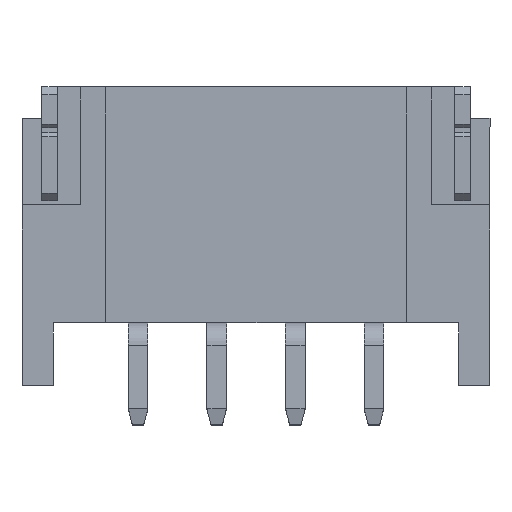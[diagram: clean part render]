
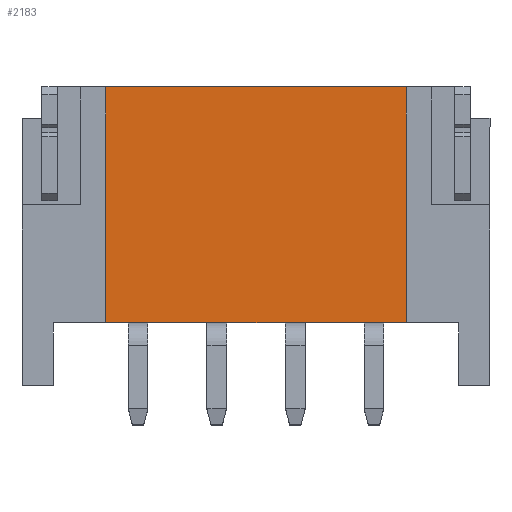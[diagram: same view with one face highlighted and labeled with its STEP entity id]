
A CAD part, front view. The second image highlights one B-rep face of the part: STEP entity #2183.
In plain terms, the highlighted planar face has unit normal (0, -1, 0).
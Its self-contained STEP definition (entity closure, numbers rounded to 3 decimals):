
#141 = LINE ( 'NONE', #2242, #3183 ) ;
#676 = ORIENTED_EDGE ( 'NONE', *, *, #5534, .F. ) ;
#1089 = VERTEX_POINT ( 'NONE', #6046 ) ;
#1125 = DIRECTION ( 'NONE',  ( -1., 0., 0. ) ) ;
#1129 = VERTEX_POINT ( 'NONE', #3079 ) ;
#1227 = LINE ( 'NONE', #5847, #3344 ) ;
#1301 = EDGE_CURVE ( 'NONE', #1089, #1129, #1227, .T. ) ;
#1532 = VERTEX_POINT ( 'NONE', #5703 ) ;
#1635 = CARTESIAN_POINT ( 'NONE',  ( 5.825, 0.09, -6. ) ) ;
#2087 = LINE ( 'NONE', #3793, #2372 ) ;
#2098 = EDGE_CURVE ( 'NONE', #6240, #1089, #141, .T. ) ;
#2183 = ADVANCED_FACE ( 'NONE', ( #5994 ), #3930, .F. ) ;
#2215 = DIRECTION ( 'NONE',  ( -1., 0., 0. ) ) ;
#2242 = CARTESIAN_POINT ( 'NONE',  ( 5.825, 0.09, -8.6 ) ) ;
#2363 = CARTESIAN_POINT ( 'NONE',  ( -1.825, 0.09, -8.6 ) ) ;
#2372 = VECTOR ( 'NONE', #2215, 1000. ) ;
#3079 = CARTESIAN_POINT ( 'NONE',  ( -1.825, 0.09, 0. ) ) ;
#3183 = VECTOR ( 'NONE', #4341, 1000. ) ;
#3344 = VECTOR ( 'NONE', #1125, 1000. ) ;
#3366 = DIRECTION ( 'NONE',  ( 0., 1., 0. ) ) ;
#3459 = VECTOR ( 'NONE', #4454, 1000. ) ;
#3469 = DIRECTION ( 'NONE',  ( -1., 0., 0. ) ) ;
#3793 = CARTESIAN_POINT ( 'NONE',  ( -3.95, 0.09, -6. ) ) ;
#3930 = PLANE ( 'NONE',  #4947 ) ;
#4264 = EDGE_LOOP ( 'NONE', ( #6316, #4427, #6359, #676 ) ) ;
#4341 = DIRECTION ( 'NONE',  ( 0., 0., 1. ) ) ;
#4427 = ORIENTED_EDGE ( 'NONE', *, *, #2098, .T. ) ;
#4454 = DIRECTION ( 'NONE',  ( 0., 0., 1. ) ) ;
#4947 = AXIS2_PLACEMENT_3D ( 'NONE', #6088, #3366, #3469 ) ;
#5534 = EDGE_CURVE ( 'NONE', #1532, #1129, #6527, .T. ) ;
#5703 = CARTESIAN_POINT ( 'NONE',  ( -1.825, 0.09, -6. ) ) ;
#5803 = EDGE_CURVE ( 'NONE', #6240, #1532, #2087, .T. ) ;
#5847 = CARTESIAN_POINT ( 'NONE',  ( -1.825, 0.09, 0. ) ) ;
#5994 = FACE_OUTER_BOUND ( 'NONE', #4264, .T. ) ;
#6046 = CARTESIAN_POINT ( 'NONE',  ( 5.825, 0.09, 0. ) ) ;
#6088 = CARTESIAN_POINT ( 'NONE',  ( -1.825, 0.09, -8.6 ) ) ;
#6240 = VERTEX_POINT ( 'NONE', #1635 ) ;
#6316 = ORIENTED_EDGE ( 'NONE', *, *, #5803, .F. ) ;
#6359 = ORIENTED_EDGE ( 'NONE', *, *, #1301, .T. ) ;
#6527 = LINE ( 'NONE', #2363, #3459 ) ;
